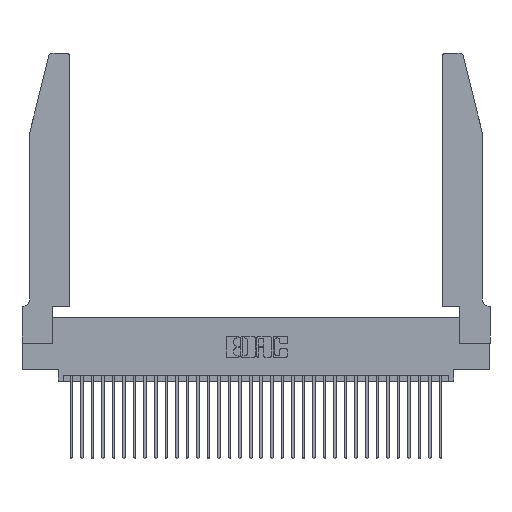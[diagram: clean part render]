
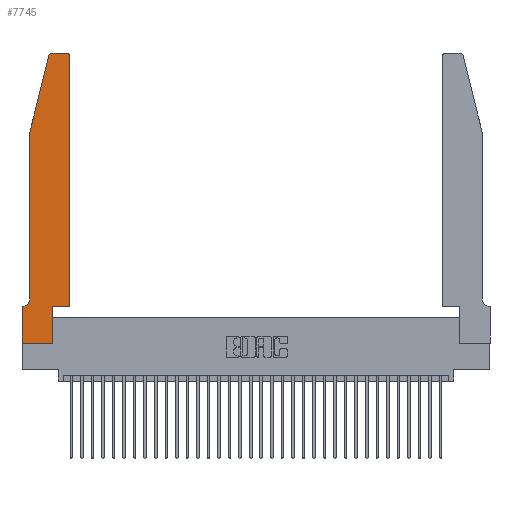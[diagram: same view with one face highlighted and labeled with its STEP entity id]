
A CAD part, top view. The second image highlights one B-rep face of the part: STEP entity #7745.
In plain terms, the highlighted planar face has unit normal (0, 0, 1).
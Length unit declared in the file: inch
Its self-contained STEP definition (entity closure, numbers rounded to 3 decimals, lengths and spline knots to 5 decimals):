
#185 = VECTOR ( 'NONE', #24429, 39.37008 ) ;
#1032 = CARTESIAN_POINT ( 'NONE',  ( 0.2865, 0., 0.37 ) ) ;
#1050 = CARTESIAN_POINT ( 'NONE',  ( 0., 0.35, 0.37 ) ) ;
#1445 = VERTEX_POINT ( 'NONE', #18492 ) ;
#1506 = EDGE_CURVE ( 'NONE', #20369, #21964, #9243, .T. ) ;
#2257 = VERTEX_POINT ( 'NONE', #11413 ) ;
#2336 = EDGE_LOOP ( 'NONE', ( #32728, #19896, #15402, #14738, #17294, #15858, #16007, #7952, #33457, #15761, #25060, #33362 ) ) ;
#2571 = LINE ( 'NONE', #8736, #10732 ) ;
#2626 = CARTESIAN_POINT ( 'NONE',  ( 0.284, 2.75, 0.37 ) ) ;
#3427 = EDGE_CURVE ( 'NONE', #8353, #1445, #2571, .T. ) ;
#3689 = DIRECTION ( 'NONE',  ( 1., 0., 0. ) ) ;
#4006 = VERTEX_POINT ( 'NONE', #25523 ) ;
#4685 = DIRECTION ( 'NONE',  ( 0., 0., -1. ) ) ;
#5142 = VECTOR ( 'NONE', #33723, 39.37008 ) ;
#7042 = VECTOR ( 'NONE', #17698, 39.37008 ) ;
#7169 = LINE ( 'NONE', #17127, #185 ) ;
#7314 = DIRECTION ( 'NONE',  ( -1., 0., 0. ) ) ;
#7323 = CARTESIAN_POINT ( 'NONE',  ( 0.2865, 0.35, 0.37 ) ) ;
#7496 = CARTESIAN_POINT ( 'NONE',  ( 0.4205, 2.75, 0.37 ) ) ;
#7745 = ADVANCED_FACE ( 'NONE', ( #19842 ), #8688, .T. ) ;
#7952 = ORIENTED_EDGE ( 'NONE', *, *, #22954, .T. ) ;
#8075 = EDGE_CURVE ( 'NONE', #26275, #20369, #22259, .T. ) ;
#8112 = CARTESIAN_POINT ( 'NONE',  ( 0.4505, 0.35, 0.37 ) ) ;
#8353 = VERTEX_POINT ( 'NONE', #24684 ) ;
#8688 = PLANE ( 'NONE',  #20790 ) ;
#8736 = CARTESIAN_POINT ( 'NONE',  ( 0., 0., 0.37 ) ) ;
#8804 = VECTOR ( 'NONE', #10377, 39.37008 ) ;
#8838 = VECTOR ( 'NONE', #22873, 39.37008 ) ;
#9243 = CIRCLE ( 'NONE', #19568, 0.03 ) ;
#9273 = VERTEX_POINT ( 'NONE', #1032 ) ;
#9989 = VERTEX_POINT ( 'NONE', #12886 ) ;
#10377 = DIRECTION ( 'NONE',  ( 1., 0., 0. ) ) ;
#10518 = VERTEX_POINT ( 'NONE', #28529 ) ;
#10723 = DIRECTION ( 'NONE',  ( 0., 1., 0. ) ) ;
#10732 = VECTOR ( 'NONE', #28294, 39.37008 ) ;
#11023 = VECTOR ( 'NONE', #26035, 39.37008 ) ;
#11321 = DIRECTION ( 'NONE',  ( 0., 0., 1. ) ) ;
#11413 = CARTESIAN_POINT ( 'NONE',  ( 0.25487, 2.72718, 0.37 ) ) ;
#11706 = LINE ( 'NONE', #33192, #8838 ) ;
#12886 = CARTESIAN_POINT ( 'NONE',  ( 0.2865, 0.35, 0.37 ) ) ;
#13023 = VERTEX_POINT ( 'NONE', #20568 ) ;
#13903 = LINE ( 'NONE', #22726, #11023 ) ;
#14738 = ORIENTED_EDGE ( 'NONE', *, *, #24995, .T. ) ;
#15299 = VECTOR ( 'NONE', #10723, 39.37008 ) ;
#15402 = ORIENTED_EDGE ( 'NONE', *, *, #20788, .T. ) ;
#15761 = ORIENTED_EDGE ( 'NONE', *, *, #26274, .T. ) ;
#15858 = ORIENTED_EDGE ( 'NONE', *, *, #22048, .T. ) ;
#16007 = ORIENTED_EDGE ( 'NONE', *, *, #3427, .T. ) ;
#16563 = CIRCLE ( 'NONE', #20747, 0.07 ) ;
#16894 = EDGE_CURVE ( 'NONE', #10518, #4006, #16563, .T. ) ;
#16905 = LINE ( 'NONE', #33882, #31688 ) ;
#17127 = CARTESIAN_POINT ( 'NONE',  ( 0.0755, 2., 0.37 ) ) ;
#17294 = ORIENTED_EDGE ( 'NONE', *, *, #16894, .T. ) ;
#17698 = DIRECTION ( 'NONE',  ( -1., 0., 0. ) ) ;
#18492 = CARTESIAN_POINT ( 'NONE',  ( 0., 0., 0.37 ) ) ;
#19568 = AXIS2_PLACEMENT_3D ( 'NONE', #19982, #25236, #27910 ) ;
#19785 = AXIS2_PLACEMENT_3D ( 'NONE', #31259, #26526, #26422 ) ;
#19842 = FACE_OUTER_BOUND ( 'NONE', #2336, .T. ) ;
#19896 = ORIENTED_EDGE ( 'NONE', *, *, #32050, .T. ) ;
#19932 = EDGE_CURVE ( 'NONE', #9273, #9989, #31814, .T. ) ;
#19982 = CARTESIAN_POINT ( 'NONE',  ( 0.4205, 2.72, 0.37 ) ) ;
#20369 = VERTEX_POINT ( 'NONE', #23622 ) ;
#20375 = LINE ( 'NONE', #21193, #8804 ) ;
#20568 = CARTESIAN_POINT ( 'NONE',  ( 0.0755, 2., 0.37 ) ) ;
#20747 = AXIS2_PLACEMENT_3D ( 'NONE', #31096, #4685, #7314 ) ;
#20788 = EDGE_CURVE ( 'NONE', #2257, #13023, #7169, .T. ) ;
#20790 = AXIS2_PLACEMENT_3D ( 'NONE', #1050, #11321, #3689 ) ;
#21193 = CARTESIAN_POINT ( 'NONE',  ( 0.4505, 0.35, 0.37 ) ) ;
#21442 = DIRECTION ( 'NONE',  ( -1., 0., 0. ) ) ;
#21964 = VERTEX_POINT ( 'NONE', #7496 ) ;
#22048 = EDGE_CURVE ( 'NONE', #4006, #8353, #16905, .T. ) ;
#22185 = EDGE_CURVE ( 'NONE', #21964, #29209, #31658, .T. ) ;
#22259 = LINE ( 'NONE', #8112, #15299 ) ;
#22726 = CARTESIAN_POINT ( 'NONE',  ( 0., 0., 0.37 ) ) ;
#22873 = DIRECTION ( 'NONE',  ( 0., -1., 0. ) ) ;
#22954 = EDGE_CURVE ( 'NONE', #1445, #9273, #13903, .T. ) ;
#23622 = CARTESIAN_POINT ( 'NONE',  ( 0.4505, 2.72, 0.37 ) ) ;
#24429 = DIRECTION ( 'NONE',  ( -0.239, -0.971, 0. ) ) ;
#24684 = CARTESIAN_POINT ( 'NONE',  ( 0., 0.35, 0.37 ) ) ;
#24995 = EDGE_CURVE ( 'NONE', #13023, #10518, #11706, .T. ) ;
#25060 = ORIENTED_EDGE ( 'NONE', *, *, #8075, .T. ) ;
#25236 = DIRECTION ( 'NONE',  ( 0., 0., 1. ) ) ;
#25523 = CARTESIAN_POINT ( 'NONE',  ( 0.0055, 0.35, 0.37 ) ) ;
#26035 = DIRECTION ( 'NONE',  ( 1., 0., 0. ) ) ;
#26274 = EDGE_CURVE ( 'NONE', #9989, #26275, #20375, .T. ) ;
#26275 = VERTEX_POINT ( 'NONE', #26370 ) ;
#26370 = CARTESIAN_POINT ( 'NONE',  ( 0.4505, 0.35, 0.37 ) ) ;
#26422 = DIRECTION ( 'NONE',  ( 1., 0., 0. ) ) ;
#26526 = DIRECTION ( 'NONE',  ( 0., 0., 1. ) ) ;
#27910 = DIRECTION ( 'NONE',  ( 1., 0., 0. ) ) ;
#28294 = DIRECTION ( 'NONE',  ( 0., -1., 0. ) ) ;
#28529 = CARTESIAN_POINT ( 'NONE',  ( 0.0755, 0.42, 0.37 ) ) ;
#28999 = CIRCLE ( 'NONE', #19785, 0.03 ) ;
#29209 = VERTEX_POINT ( 'NONE', #2626 ) ;
#29707 = CARTESIAN_POINT ( 'NONE',  ( 0.2605, 2.75, 0.37 ) ) ;
#31096 = CARTESIAN_POINT ( 'NONE',  ( 0.0055, 0.42, 0.37 ) ) ;
#31259 = CARTESIAN_POINT ( 'NONE',  ( 0.284, 2.72, 0.37 ) ) ;
#31658 = LINE ( 'NONE', #29707, #7042 ) ;
#31688 = VECTOR ( 'NONE', #21442, 39.37008 ) ;
#31814 = LINE ( 'NONE', #7323, #5142 ) ;
#32050 = EDGE_CURVE ( 'NONE', #29209, #2257, #28999, .T. ) ;
#32728 = ORIENTED_EDGE ( 'NONE', *, *, #22185, .T. ) ;
#33192 = CARTESIAN_POINT ( 'NONE',  ( 0.0755, 2., 0.37 ) ) ;
#33362 = ORIENTED_EDGE ( 'NONE', *, *, #1506, .T. ) ;
#33457 = ORIENTED_EDGE ( 'NONE', *, *, #19932, .T. ) ;
#33723 = DIRECTION ( 'NONE',  ( 0., 1., 0. ) ) ;
#33882 = CARTESIAN_POINT ( 'NONE',  ( 0.0755, 0.35, 0.37 ) ) ;
